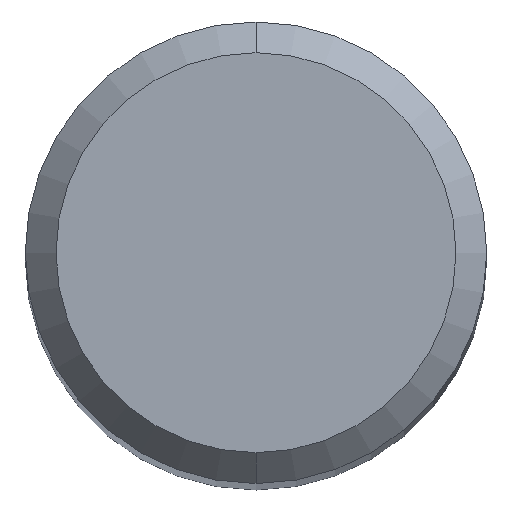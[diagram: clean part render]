
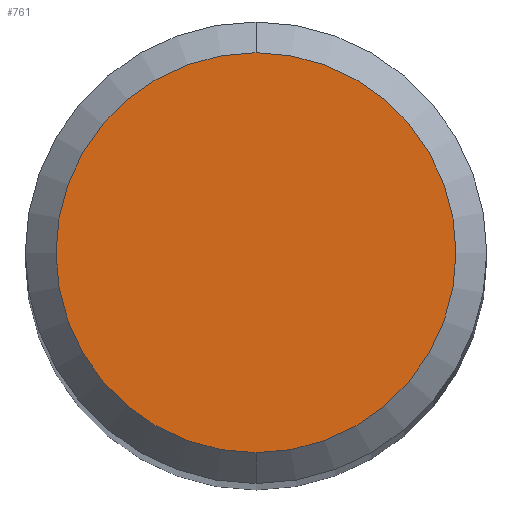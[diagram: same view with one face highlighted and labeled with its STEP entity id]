
A CAD part, top view. The second image highlights one B-rep face of the part: STEP entity #761.
In plain terms, the highlighted planar face has unit normal (0, 0, 1).
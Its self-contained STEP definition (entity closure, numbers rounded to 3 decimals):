
#381=EDGE_CURVE('',#457,#423,#1006,.T.);
#423=VERTEX_POINT('',#1054);
#457=VERTEX_POINT('',#1090);
#745=EDGE_CURVE('',#423,#457,#1403,.T.);
#761=ADVANCED_FACE('',(#1422),#1423,.T.);
#1006=CIRCLE('',#1850,2.6);
#1054=CARTESIAN_POINT('',(0.,-2.6,0.0));
#1090=CARTESIAN_POINT('',(0.0,2.6,0.0));
#1403=CIRCLE('',#5383,2.6);
#1422=FACE_OUTER_BOUND('',#5431,.T.);
#1423=PLANE('',#5432);
#1850=AXIS2_PLACEMENT_3D('',#7698,#7699,#7700);
#5383=AXIS2_PLACEMENT_3D('',#8113,#8114,#8115);
#5431=EDGE_LOOP('',(#8146,#8147));
#5432=AXIS2_PLACEMENT_3D('',#8148,#8149,#8150);
#7698=CARTESIAN_POINT('',(0.0,0.0,0.0));
#7699=DIRECTION('',(0.0,0.0,-1.0));
#7700=DIRECTION('',(0.0,1.0,0.0));
#8113=CARTESIAN_POINT('',(0.0,0.0,0.0));
#8114=DIRECTION('',(0.0,0.0,-1.0));
#8115=DIRECTION('',(0.0,1.0,0.0));
#8146=ORIENTED_EDGE('',*,*,#381,.F.);
#8147=ORIENTED_EDGE('',*,*,#745,.F.);
#8148=CARTESIAN_POINT('',(0.0,1.3,0.0));
#8149=DIRECTION('',(-0.0,0.0,1.0));
#8150=DIRECTION('',(0.0,-1.0,0.0));
